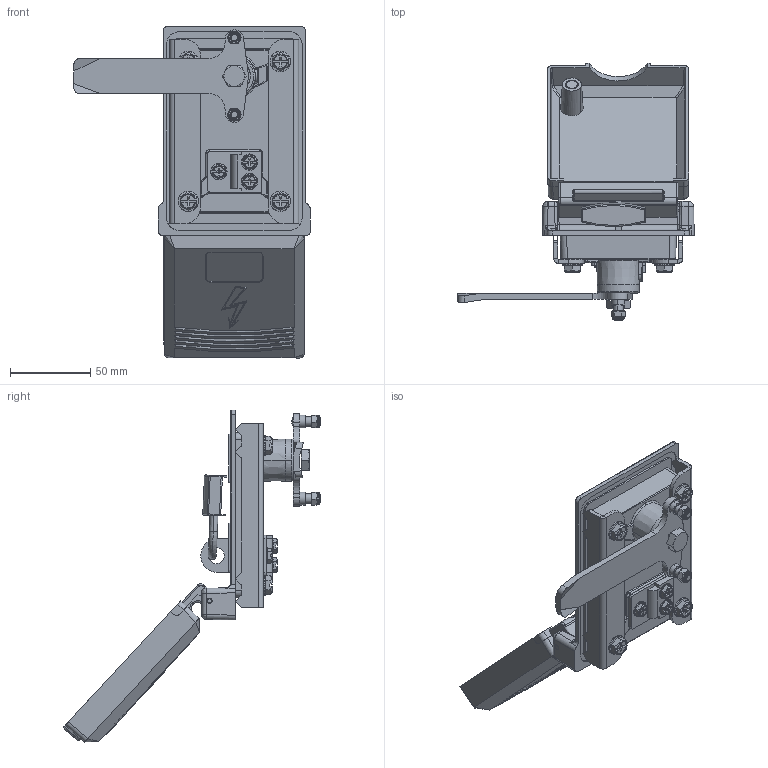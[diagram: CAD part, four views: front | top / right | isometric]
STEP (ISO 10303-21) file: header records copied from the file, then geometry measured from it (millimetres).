
FILE_DESCRIPTION (( 'STEP AP203' ), '1' );
FILE_NAME ('KT02.4.5.01.STEP', '2022-08-26T06:42:32', ( '' ), ( '' ), 'SwSTEP 2.0', 'SolidWorks 2021', '' );
FILE_SCHEMA (( 'CONFIG_CONTROL_DESIGN' ));
Products named in the file (1): KT02.4.5.01
Bounding box: 147.23 x 160.58 x 206.77 mm (x, y, z)
Surface area: 113703.4 mm2 (no closed solid volume)
Topology: 0 solids, 45 shells, 989 faces, 3074 edges, 2065 vertices
Faces by surface type: plane 454, cylinder 270, bspline 111, cone 83, torus 59, sphere 12
Entity records: 43202 total; most frequent: CARTESIAN_POINT 17966, ORIENTED_EDGE 5275, DIRECTION 4699, EDGE_CURVE 3056, VERTEX_POINT 2063, AXIS2_PLACEMENT_3D 1592, VECTOR 1515, LINE 1515
